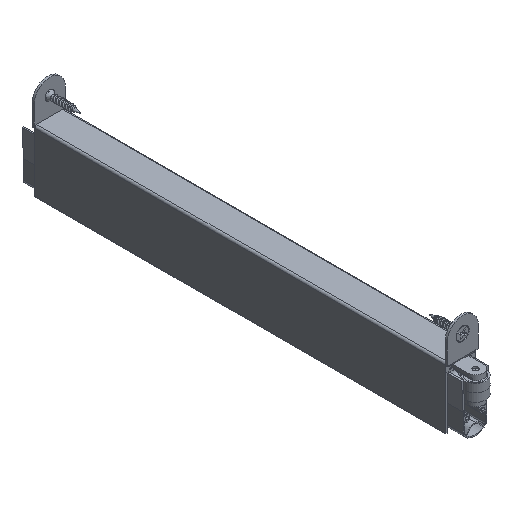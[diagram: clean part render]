
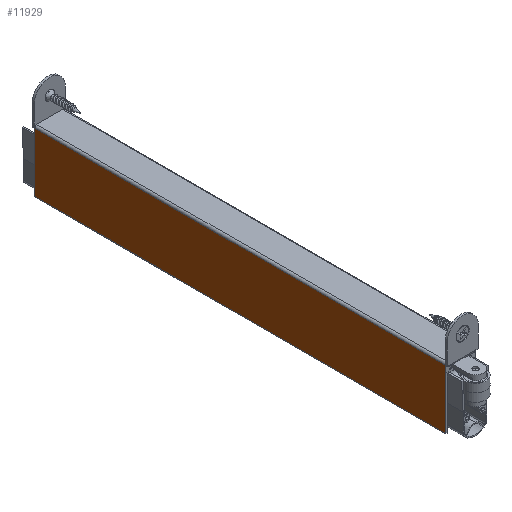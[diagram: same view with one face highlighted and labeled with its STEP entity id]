
A CAD part, isometric view. The second image highlights one B-rep face of the part: STEP entity #11929.
In plain terms, the highlighted planar face has unit normal (-1, 0, 0).
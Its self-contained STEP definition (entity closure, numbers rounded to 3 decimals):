
#1409=ORIENTED_EDGE('',*,*,#4854,.F.);
#1410=ORIENTED_EDGE('',*,*,#4856,.T.);
#1411=ORIENTED_EDGE('',*,*,#4857,.T.);
#1412=ORIENTED_EDGE('',*,*,#4858,.F.);
#4854=EDGE_CURVE('',#6577,#6578,#7740,.T.);
#4856=EDGE_CURVE('',#6577,#6579,#7741,.T.);
#4857=EDGE_CURVE('',#6579,#6580,#7742,.T.);
#4858=EDGE_CURVE('',#6578,#6580,#7743,.T.);
#6577=VERTEX_POINT('',#16215);
#6578=VERTEX_POINT('',#16217);
#6579=VERTEX_POINT('',#16221);
#6580=VERTEX_POINT('',#16223);
#7740=LINE('',#16216,#8839);
#7741=LINE('',#16220,#8840);
#7742=LINE('',#16222,#8841);
#7743=LINE('',#16224,#8842);
#8839=VECTOR('',#13522,1000.);
#8840=VECTOR('',#13527,1000.);
#8841=VECTOR('',#13528,1000.);
#8842=VECTOR('',#13529,1000.);
#9930=EDGE_LOOP('',(#1409,#1410,#1411,#1412));
#10687=FACE_BOUND('',#9930,.T.);
#11443=PLANE('',#12711);
#11929=ADVANCED_FACE('',(#10687),#11443,.T.);
#12711=AXIS2_PLACEMENT_3D('',#16219,#13525,#13526);
#13522=DIRECTION('',(0.,-1.,0.));
#13525=DIRECTION('',(-1.,0.,0.));
#13526=DIRECTION('',(0.,0.,1.));
#13527=DIRECTION('',(0.,0.,-1.));
#13528=DIRECTION('',(0.,-1.,0.));
#13529=DIRECTION('',(0.,0.,-1.));
#16215=CARTESIAN_POINT('',(-7.4,200.,-1.));
#16216=CARTESIAN_POINT('',(-7.4,958.,-1.));
#16217=CARTESIAN_POINT('',(-7.4,0.,-1.));
#16219=CARTESIAN_POINT('',(-7.4,958.,-30.));
#16220=CARTESIAN_POINT('',(-7.4,200.,-30.));
#16221=CARTESIAN_POINT('',(-7.4,200.,-29.8));
#16222=CARTESIAN_POINT('',(-7.4,958.,-29.8));
#16223=CARTESIAN_POINT('',(-7.4,0.,-29.8));
#16224=CARTESIAN_POINT('',(-7.4,0.,-30.));
